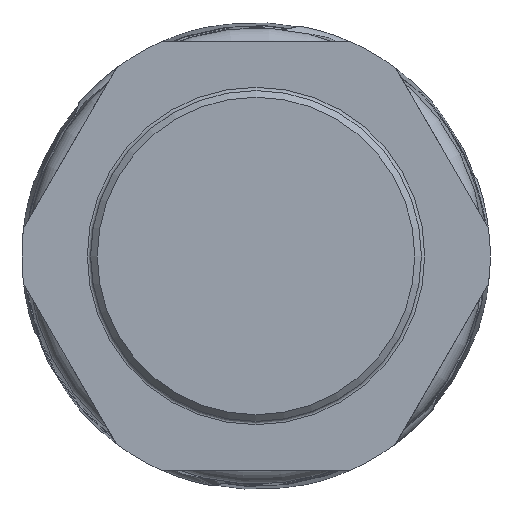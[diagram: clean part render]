
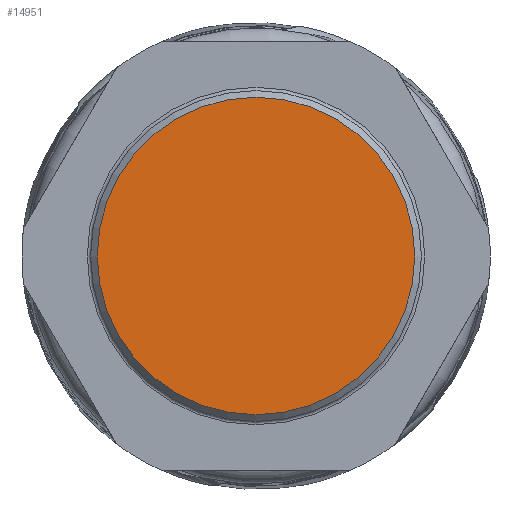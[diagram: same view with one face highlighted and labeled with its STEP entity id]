
A CAD part, left-side view. The second image highlights one B-rep face of the part: STEP entity #14951.
In plain terms, the highlighted planar face has unit normal (-1, 0, 0).
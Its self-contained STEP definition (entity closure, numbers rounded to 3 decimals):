
#2473=PLANE('',#16045);
#3045=FACE_OUTER_BOUND('',#3953,.T.);
#3953=EDGE_LOOP('',(#10432));
#4905=CIRCLE('',#16046,24.);
#5980=VERTEX_POINT('',#25307);
#7599=EDGE_CURVE('',#5980,#5980,#4905,.T.);
#10432=ORIENTED_EDGE('',*,*,#7599,.F.);
#14951=ADVANCED_FACE('',(#3045),#2473,.T.);
#16045=AXIS2_PLACEMENT_3D('',#25306,#18497,#18498);
#16046=AXIS2_PLACEMENT_3D('',#25308,#18499,#18500);
#18497=DIRECTION('center_axis',(-1.,0.,0.));
#18498=DIRECTION('ref_axis',(0.,1.,0.));
#18499=DIRECTION('center_axis',(1.,0.,0.));
#18500=DIRECTION('ref_axis',(0.,-1.,0.));
#25306=CARTESIAN_POINT('Origin',(-50.75,0.,
-24.));
#25307=CARTESIAN_POINT('',(-50.75,0.,-24.));
#25308=CARTESIAN_POINT('Origin',(-50.75,0.,
0.));
